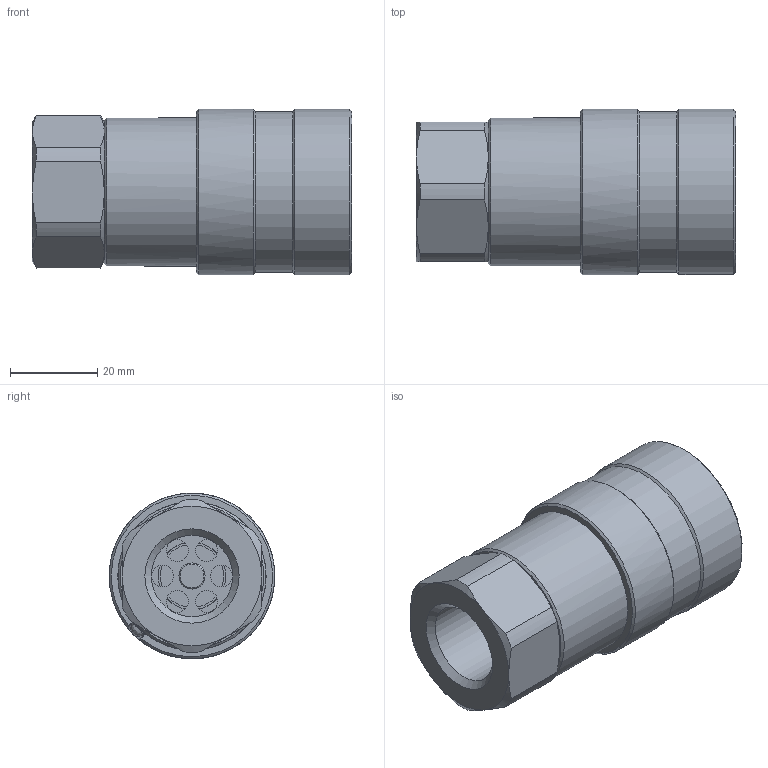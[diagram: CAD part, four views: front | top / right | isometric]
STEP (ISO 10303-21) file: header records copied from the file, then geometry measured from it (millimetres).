
FILE_DESCRIPTION (( 'STEP AP214' ), '1' );
FILE_NAME ('BF13.1103-IC-JV.STEP', '2016-08-23T07:41:32', ( '' ), ( '' ), 'SwSTEP 2.0', 'SolidWorks 2016', '' );
FILE_SCHEMA (( 'AUTOMOTIVE_DESIGN' ));
Length unit declared in the file: millimetre
Products named in the file (6): 6013-07F; 6013-05F; 6013-01; 6013-4 04F; 6013-03F; BF13.1103-IC-JV
Assembly tree (5 placements, depth 2):
  BF13.1103-IC-JV
    6013-07F
    6013-05F
    6013-4 04F
    6013-03F
    6013-01
Bounding box: 73.2 x 38 x 38 mm (x, y, z)
Volume: 28872.1 mm3; surface area: 22116.5 mm2
Topology: 8 solids, 8 shells, 94 faces, 203 edges, 131 vertices
Faces by surface type: cylinder 37, plane 32, cone 22, bspline 3
Full cylindrical faces by diameter (mm): 3.5 x1, 5 x7, 6 x1, 14.5 x1, 15.5 x2, 18.6 x1, 22.9 x1, 24.5 x2, 25.4 x1, 27 x1, 28 x1, 29.893 x1, 30 x1, 30.1 x1, 33 x1, 34 x3, 36 x1, 37 x1, 38 x2
Entity records: 3648 total; most frequent: CARTESIAN_POINT 622, DIRECTION 402, ORIENTED_EDGE 284, AXIS2_PLACEMENT_3D 191, EDGE_LOOP 165, EDGE_CURVE 142, FACE_OUTER_BOUND 126, VERTEX_POINT 113
